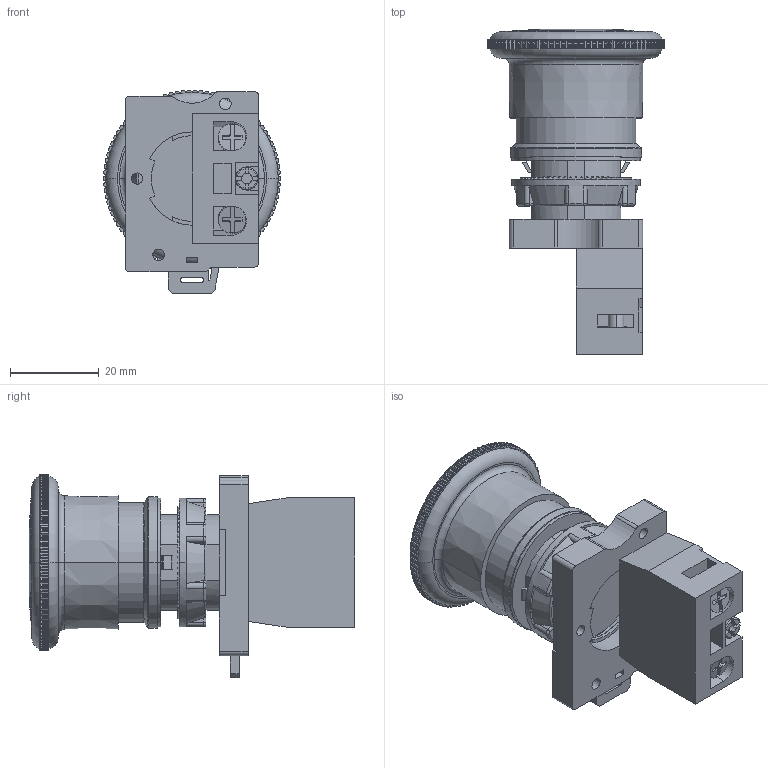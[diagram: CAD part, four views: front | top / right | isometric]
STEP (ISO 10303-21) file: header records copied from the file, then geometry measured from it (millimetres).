
FILE_DESCRIPTION((''),'2;1');
FILE_NAME('16','2024-05-13T',('Administrator'),('zyb.com'),'PRO/ENGINEER BY PARAMETRIC TECHNOLOGY CORPORATION, 2010280','PRO/ENGINEER BY PARAMETRIC TECHNOLOGY CORPORATION, 2010280','');
FILE_SCHEMA(('CONFIG_CONTROL_DESIGN','SHAPE_APPEARANCE_LAYERS_GROUPS'));
Products named in the file (1): 16
Bounding box: 39.8 x 73.3 x 45.85 mm (x, y, z)
Volume: 42436.8 mm3; surface area: 16009.7 mm2
Topology: 1 solids, 2 shells, 1435 faces, 4056 edges, 2645 vertices
Faces by surface type: cylinder 649, plane 453, bspline 190, torus 125, cone 14, extrusion 4
Entity records: 72789 total; most frequent: CARTESIAN_POINT 14792, ORIENTED_EDGE 8112, DIRECTION 7010, PRESENTATION_STYLE_ASSIGNMENT 4852, STYLED_ITEM 4061, CURVE_STYLE 4060, EDGE_CURVE 4056, VERTEX_POINT 2645
